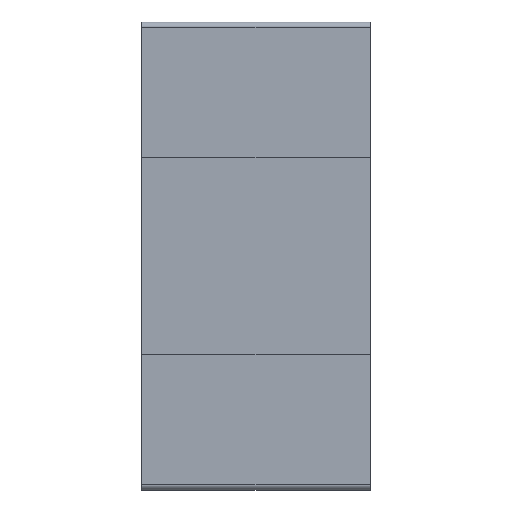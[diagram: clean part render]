
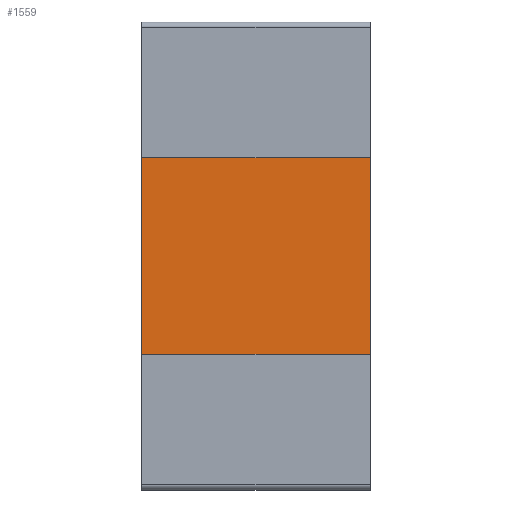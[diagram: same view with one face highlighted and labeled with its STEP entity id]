
A CAD part, front view. The second image highlights one B-rep face of the part: STEP entity #1559.
In plain terms, the highlighted planar face has unit normal (0, -1, 0).
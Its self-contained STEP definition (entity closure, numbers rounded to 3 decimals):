
#33 = LINE ( 'NONE', #3976, #1071 ) ;
#286 = CARTESIAN_POINT ( 'NONE',  ( 1.6, 0.075, 3.2 ) ) ;
#366 = CARTESIAN_POINT ( 'NONE',  ( 1.6, 0.075, 3.2 ) ) ;
#555 = VERTEX_POINT ( 'NONE', #1801 ) ;
#763 = LINE ( 'NONE', #366, #3077 ) ;
#796 = LINE ( 'NONE', #286, #2423 ) ;
#917 = FACE_OUTER_BOUND ( 'NONE', #1202, .T. ) ;
#927 = CARTESIAN_POINT ( 'NONE',  ( 1.6, 0.075, -3.2 ) ) ;
#992 = VERTEX_POINT ( 'NONE', #1504 ) ;
#1071 = VECTOR ( 'NONE', #1578, 1000. ) ;
#1202 = EDGE_LOOP ( 'NONE', ( #1459, #1262, #1214, #1287 ) ) ;
#1214 = ORIENTED_EDGE ( 'NONE', *, *, #3926, .F. ) ;
#1262 = ORIENTED_EDGE ( 'NONE', *, *, #2686, .F. ) ;
#1287 = ORIENTED_EDGE ( 'NONE', *, *, #2897, .T. ) ;
#1365 = AXIS2_PLACEMENT_3D ( 'NONE', #1787, #1756, #1436 ) ;
#1405 = CARTESIAN_POINT ( 'NONE',  ( -1.6, 0.075, -3.2 ) ) ;
#1436 = DIRECTION ( 'NONE',  ( 0., 0., 1. ) ) ;
#1459 = ORIENTED_EDGE ( 'NONE', *, *, #3101, .T. ) ;
#1463 = CARTESIAN_POINT ( 'NONE',  ( 1.6, 0.075, 3.2 ) ) ;
#1504 = CARTESIAN_POINT ( 'NONE',  ( 1.6, 0.075, -3.2 ) ) ;
#1559 = ADVANCED_FACE ( 'NONE', ( #917 ), #3478, .F. ) ;
#1578 = DIRECTION ( 'NONE',  ( 0., 0., -1. ) ) ;
#1750 = VECTOR ( 'NONE', #2334, 1000. ) ;
#1756 = DIRECTION ( 'NONE',  ( 0., 1., 0. ) ) ;
#1787 = CARTESIAN_POINT ( 'NONE',  ( 1.6, 0.075, 3.2 ) ) ;
#1801 = CARTESIAN_POINT ( 'NONE',  ( -1.6, 0.075, 3.2 ) ) ;
#1971 = VERTEX_POINT ( 'NONE', #1405 ) ;
#2095 = VERTEX_POINT ( 'NONE', #1463 ) ;
#2334 = DIRECTION ( 'NONE',  ( -1., 0., 0. ) ) ;
#2423 = VECTOR ( 'NONE', #3618, 1000. ) ;
#2686 = EDGE_CURVE ( 'NONE', #992, #1971, #4197, .T. ) ;
#2897 = EDGE_CURVE ( 'NONE', #2095, #555, #763, .T. ) ;
#3077 = VECTOR ( 'NONE', #3408, 1000. ) ;
#3101 = EDGE_CURVE ( 'NONE', #555, #1971, #33, .T. ) ;
#3408 = DIRECTION ( 'NONE',  ( -1., 0., 0. ) ) ;
#3478 = PLANE ( 'NONE',  #1365 ) ;
#3618 = DIRECTION ( 'NONE',  ( 0., 0., -1. ) ) ;
#3926 = EDGE_CURVE ( 'NONE', #2095, #992, #796, .T. ) ;
#3976 = CARTESIAN_POINT ( 'NONE',  ( -1.6, 0.075, 3.2 ) ) ;
#4197 = LINE ( 'NONE', #927, #1750 ) ;
